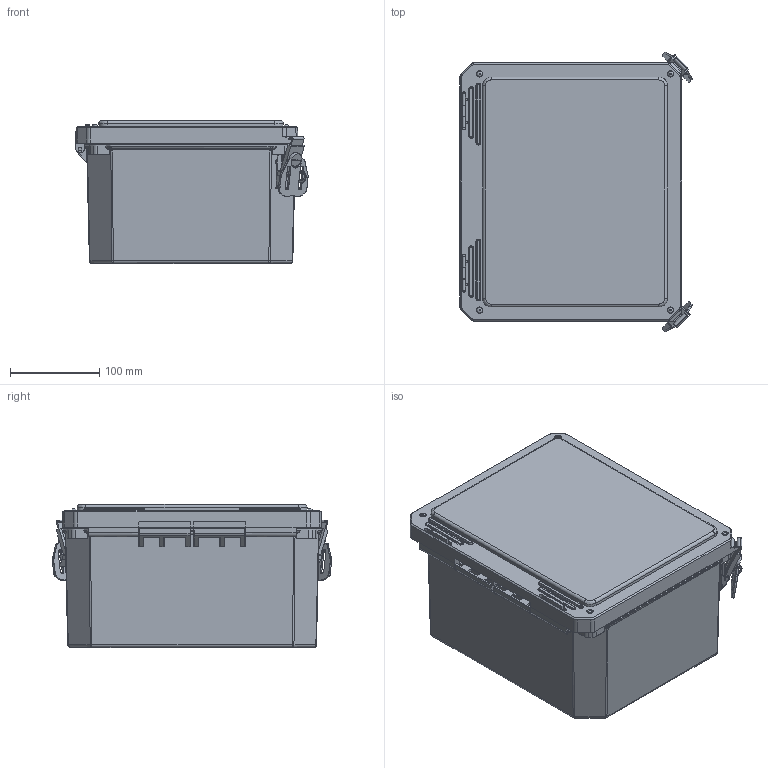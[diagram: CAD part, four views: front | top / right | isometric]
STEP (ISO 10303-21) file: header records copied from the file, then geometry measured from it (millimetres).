
FILE_DESCRIPTION(/* description */ (''),/* implementation_level */ '2;1');
FILE_NAME(/* name */ 'HW-100806CHTL.stp',/* time_stamp */ '2016-08-29T09:13:25-05:00',/* author */ ('lieb_t'),/* organization */ (''),/* preprocessor_version */ 'ST-DEVELOPER v16.5',/* originating_system */ 'Autodesk Inventor 2017',/* authorisation */ '');
FILE_SCHEMA (('CONFIG_CONTROL_DESIGN'));
Products named in the file (16): HW-100806CHTL; DS100806BOX; BRASS INSERT-(; BRASS INSERT-(_1; BRASS INSERT-(_2; DS100806CVR; GA1008; BRASS INSERT-(_3; DS COVER  BUSH; LOCKWT; part2; AT40007; part1; hinge; part3; RMHINGAT40006-04
Assembly tree (32 placements, depth 3):
  HW-100806CHTL
    DS100806BOX
    BRASS INSERT-(  x4
    BRASS INSERT-(_1  x4
    BRASS INSERT-(_2  x4
    DS100806CVR
    GA1008
    BRASS INSERT-(_3  x4
    DS COVER  BUSH  x4
    LOCKWT  x2
      part2
      AT40007
      part1
      hinge
      part3
    RMHINGAT40006-04  x2
Bounding box: 260.5 x 313.39 x 160.28 mm (x, y, z)
Volume: 1168579.8 mm3; surface area: 655057.7 mm2
Topology: 35 solids, 35 shells, 2259 faces, 5514 edges, 3266 vertices
Faces by surface type: cylinder 892, plane 755, bspline 362, torus 174, cone 48, sphere 28
Full cylindrical faces by diameter (mm): 1.267 x4, 1.27 x2, 2.489 x4, 3.429 x4, 3.48 x4, 3.81 x4, 3.861 x8, 3.962 x16, 5.08 x4, 5.3 x4, 5.563 x2, 5.766 x2, 6.248 x16, 6.401 x4, 6.426 x4, 7.938 x2, 9.22 x2, 11.049 x2, 15.24 x2
Entity records: 77829 total; most frequent: CARTESIAN_POINT 31141, DIRECTION 9950, ORIENTED_EDGE 9488, EDGE_CURVE 4742, AXIS2_PLACEMENT_3D 3850, VERTEX_POINT 2869, LINE 2250, VECTOR 2250
